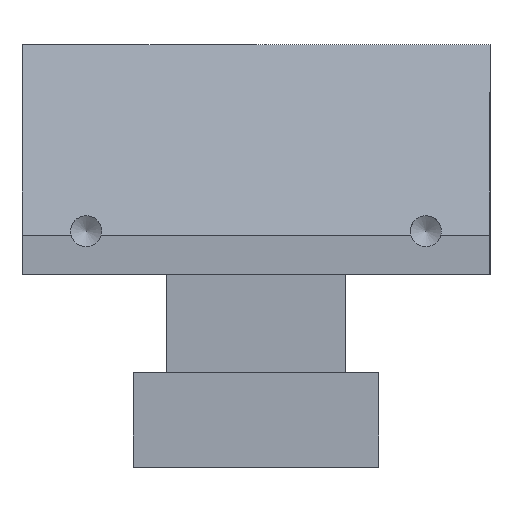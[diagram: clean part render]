
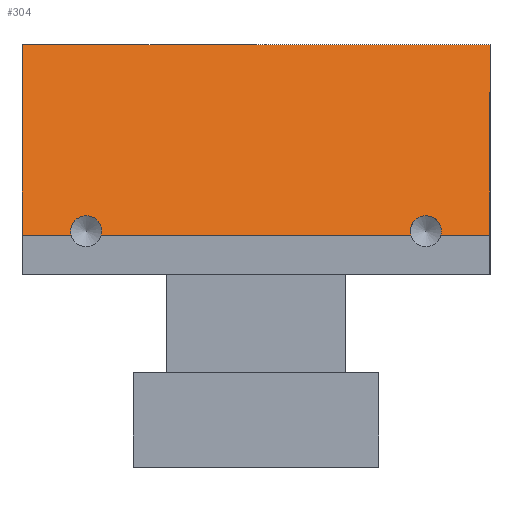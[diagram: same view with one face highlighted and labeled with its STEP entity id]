
A CAD part, front view. The second image highlights one B-rep face of the part: STEP entity #304.
In plain terms, the highlighted face is planar.
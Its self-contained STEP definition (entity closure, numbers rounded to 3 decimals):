
#304 = ADVANCED_FACE( '', ( #668 ), #669, .F. );
#668 = FACE_OUTER_BOUND( '', #1125, .T. );
#669 = PLANE( '', #1126 );
#1125 = EDGE_LOOP( '', ( #1710, #1711, #1712, #1713, #1714, #1715, #1716, #1717 ) );
#1126 = AXIS2_PLACEMENT_3D( '', #1718, #1719, #1720 );
#1710 = ORIENTED_EDGE( '', *, *, #2205, .T. );
#1711 = ORIENTED_EDGE( '', *, *, #2349, .T. );
#1712 = ORIENTED_EDGE( '', *, *, #2203, .T. );
#1713 = ORIENTED_EDGE( '', *, *, #2350, .T. );
#1714 = ORIENTED_EDGE( '', *, *, #2209, .T. );
#1715 = ORIENTED_EDGE( '', *, *, #2236, .T. );
#1716 = ORIENTED_EDGE( '', *, *, #2332, .F. );
#1717 = ORIENTED_EDGE( '', *, *, #2351, .F. );
#1718 = CARTESIAN_POINT( '', ( 24.8, 9.1, 34.75 ) );
#1719 = DIRECTION( '', ( 0., -0.966, -0.259 ) );
#1720 = DIRECTION( '', ( 0., 0.259, -0.966 ) );
#2203 = EDGE_CURVE( '', #2499, #2500, #2501, .T. );
#2205 = EDGE_CURVE( '', #2504, #2502, #2505, .T. );
#2209 = EDGE_CURVE( '', #2512, #2510, #2513, .T. );
#2236 = EDGE_CURVE( '', #2510, #2557, #2559, .T. );
#2332 = EDGE_CURVE( '', #2710, #2557, #2712, .T. );
#2349 = EDGE_CURVE( '', #2502, #2499, #2737, .T. );
#2350 = EDGE_CURVE( '', #2500, #2512, #2738, .T. );
#2351 = EDGE_CURVE( '', #2504, #2710, #2739, .T. );
#2499 = VERTEX_POINT( '', #2919 );
#2500 = VERTEX_POINT( '', #2920 );
#2501 = LINE( '', #2921, #2922 );
#2502 = VERTEX_POINT( '', #2923 );
#2504 = VERTEX_POINT( '', #2925 );
#2505 = LINE( '', #2926, #2927 );
#2510 = VERTEX_POINT( '', #2934 );
#2512 = VERTEX_POINT( '', #2937 );
#2513 = LINE( '', #2938, #2939 );
#2557 = VERTEX_POINT( '', #2993 );
#2559 = LINE( '', #2996, #2997 );
#2710 = VERTEX_POINT( '', #3169 );
#2712 = LINE( '', #3172, #3173 );
#2737 = ELLIPSE( '', #3204, 1.708, 1.65 );
#2738 = ELLIPSE( '', #3205, 1.708, 1.65 );
#2739 = LINE( '', #3206, #3207 );
#2919 = CARTESIAN_POINT( '', ( 16.4, 14.5, 14.597 ) );
#2920 = CARTESIAN_POINT( '', ( -16.4, 14.5, 14.597 ) );
#2921 = CARTESIAN_POINT( '', ( 24.8, 14.5, 14.597 ) );
#2922 = VECTOR( '', #3413, 1000. );
#2923 = CARTESIAN_POINT( '', ( 19.6, 14.5, 14.597 ) );
#2925 = CARTESIAN_POINT( '', ( 24.8, 14.5, 14.597 ) );
#2926 = CARTESIAN_POINT( '', ( 24.8, 14.5, 14.597 ) );
#2927 = VECTOR( '', #3417, 1000. );
#2934 = CARTESIAN_POINT( '', ( -24.8, 14.5, 14.597 ) );
#2937 = CARTESIAN_POINT( '', ( -19.6, 14.5, 14.597 ) );
#2938 = CARTESIAN_POINT( '', ( 24.8, 14.5, 14.597 ) );
#2939 = VECTOR( '', #3421, 1000. );
#2993 = CARTESIAN_POINT( '', ( -24.8, 9.1, 34.75 ) );
#2996 = CARTESIAN_POINT( '', ( -24.8, 9.1, 34.75 ) );
#2997 = VECTOR( '', #3460, 1000. );
#3169 = CARTESIAN_POINT( '', ( 24.8, 9.1, 34.75 ) );
#3172 = CARTESIAN_POINT( '', ( 24.8, 9.1, 34.75 ) );
#3173 = VECTOR( '', #3606, 1000. );
#3204 = AXIS2_PLACEMENT_3D( '', #3625, #3626, #3627 );
#3205 = AXIS2_PLACEMENT_3D( '', #3628, #3629, #3630 );
#3206 = CARTESIAN_POINT( '', ( 24.8, 9.1, 34.75 ) );
#3207 = VECTOR( '', #3631, 1000. );
#3413 = DIRECTION( '', ( -1., 0., 0. ) );
#3417 = DIRECTION( '', ( -1., 0., 0. ) );
#3421 = DIRECTION( '', ( -1., 0., 0. ) );
#3460 = DIRECTION( '', ( 0., -0.259, 0.966 ) );
#3606 = DIRECTION( '', ( -1., 0., 0. ) );
#3625 = CARTESIAN_POINT( '', ( 18., 14.392, 15. ) );
#3626 = DIRECTION( '', ( 0., -0.966, -0.259 ) );
#3627 = DIRECTION( '', ( 0., -0.259, 0.966 ) );
#3628 = CARTESIAN_POINT( '', ( -18., 14.392, 15. ) );
#3629 = DIRECTION( '', ( 0., -0.966, -0.259 ) );
#3630 = DIRECTION( '', ( 0., -0.259, 0.966 ) );
#3631 = DIRECTION( '', ( 0., -0.259, 0.966 ) );
